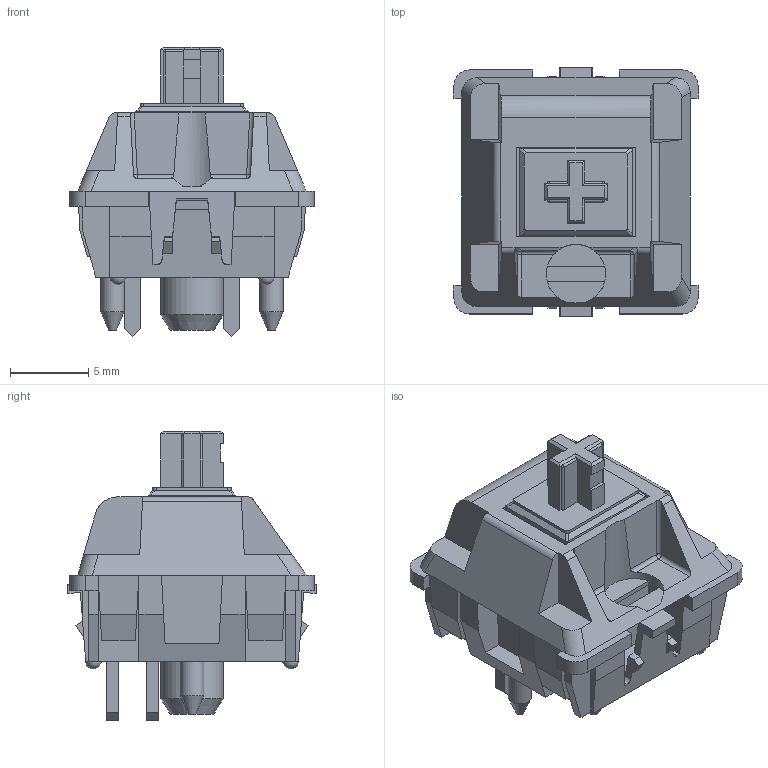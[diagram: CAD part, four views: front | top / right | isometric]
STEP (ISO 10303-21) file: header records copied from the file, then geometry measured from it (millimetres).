
FILE_DESCRIPTION(/* description */ ('STEP AP214'),/* implementation_level */ '2;1');
FILE_NAME(/* name */ '6048e854bcf4cf186b20cbf7',/* time_stamp */ '2021-03-10T15:40:06+00:00',/* author */ (''),/* organization */ (''),/* preprocessor_version */ 'ST-DEVELOPER v18.1',/* originating_system */ ' ',/* authorisation */ ' ');
FILE_SCHEMA (('AUTOMOTIVE_DESIGN {1 0 10303 214 3 1 1}'));
Length unit declared in the file: metre
Products named in the file (5): MX_SWITCH_CLEAR; Pin; Stem; Top; Bottom
Assembly tree (5 placements, depth 2):
  MX_SWITCH_CLEAR
    Pin  x2
    Stem
    Top
    Bottom
Bounding box: 15.6 x 15.96 x 18.52 mm (x, y, z)
Volume: 1590.6 mm3; surface area: 2015.7 mm2
Topology: 5 solids, 5 shells, 292 faces, 789 edges, 500 vertices
Faces by surface type: plane 236, cylinder 43, sphere 10, cone 3
Full cylindrical faces by diameter (mm): 1.5 x2, 4 x1
Entity records: 8830 total; most frequent: CARTESIAN_POINT 1543, ORIENTED_EDGE 1506, DIRECTION 1446, EDGE_CURVE 753, LINE 634, VECTOR 634, VERTEX_POINT 485, AXIS2_PLACEMENT_3D 406
